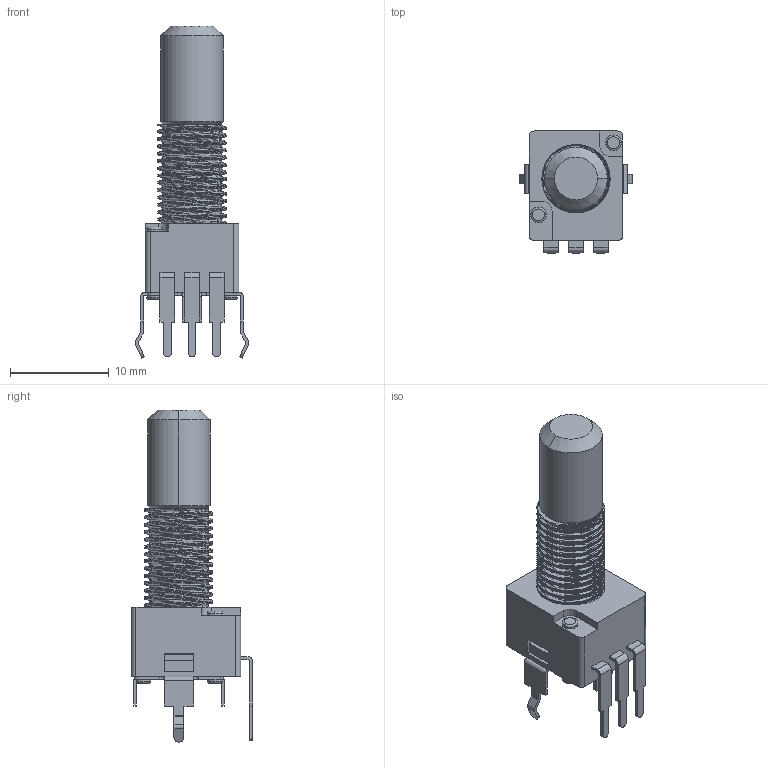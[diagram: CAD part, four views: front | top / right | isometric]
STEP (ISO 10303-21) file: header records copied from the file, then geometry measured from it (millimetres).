
FILE_DESCRIPTION(('STEP AP214'),'1');
FILE_NAME('ALPHA-RD901F-40-E6.stp','2022-06-25T22:56:35',(' '),(' '),'Spatial InterOp 3D',' ',' ');
FILE_SCHEMA(('AUTOMOTIVE_DESIGN { 1 0 10303 214 1 1 1 1 }'));
Length unit declared in the file: metre
Products named in the file (4): ALPHA-RD901F-40-E6; Shaft; Bush
Assembly tree (3 placements, depth 2):
  ALPHA-RD901F-40-E6
    ALPHA-RD901F-40-E6
    Shaft
    Bush
Bounding box: 11.53 x 12.35 x 33.64 mm (x, y, z)
Volume: 1401.7 mm3; surface area: 1467.2 mm2
Topology: 4 solids, 4 shells, 277 faces, 706 edges, 444 vertices
Faces by surface type: plane 134, bspline 70, cylinder 61, torus 8, cone 4
Entity records: 41236 total; most frequent: CARTESIAN_POINT 32475, ORIENTED_EDGE 1412, DIRECTION 1220, EDGE_CURVE 706, VERTEX_POINT 444, LINE 410, VECTOR 410, AXIS2_PLACEMENT_3D 405
